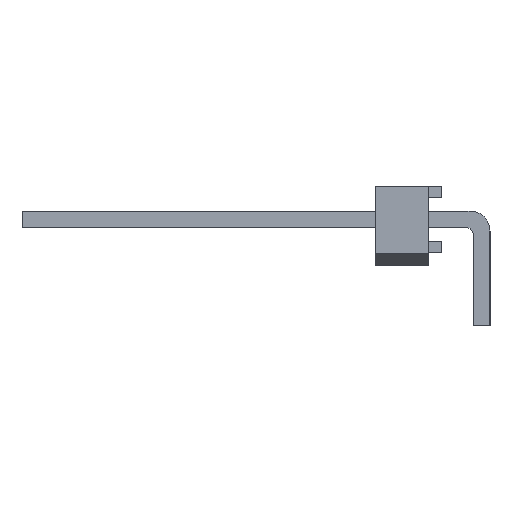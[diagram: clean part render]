
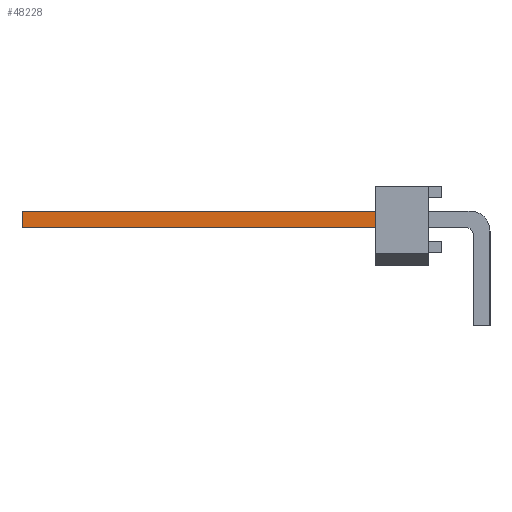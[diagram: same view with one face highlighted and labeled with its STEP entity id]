
A CAD part, left-side view. The second image highlights one B-rep face of the part: STEP entity #48228.
In plain terms, the highlighted face is planar.
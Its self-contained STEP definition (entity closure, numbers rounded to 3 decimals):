
#46219 = VERTEX_POINT('',#46220);
#46220 = CARTESIAN_POINT('',(39.688,17.526,-0.318));
#46226 = EDGE_CURVE('',#46227,#46219,#46229,.T.);
#46227 = VERTEX_POINT('',#46228);
#46228 = CARTESIAN_POINT('',(39.688,2.921,-0.318));
#46229 = LINE('',#46230,#46231);
#46230 = CARTESIAN_POINT('',(39.688,0.445,-0.318));
#46231 = VECTOR('',#46232,1.);
#46232 = DIRECTION('',(0.,1.,0.));
#47499 = VERTEX_POINT('',#47500);
#47500 = CARTESIAN_POINT('',(39.688,2.921,0.318));
#47506 = EDGE_CURVE('',#47507,#47499,#47509,.T.);
#47507 = VERTEX_POINT('',#47508);
#47508 = CARTESIAN_POINT('',(39.688,17.526,0.318));
#47509 = LINE('',#47510,#47511);
#47510 = CARTESIAN_POINT('',(39.688,17.526,0.318));
#47511 = VECTOR('',#47512,1.);
#47512 = DIRECTION('',(0.,-1.,0.));
#48217 = EDGE_CURVE('',#46219,#47507,#48218,.T.);
#48218 = LINE('',#48219,#48220);
#48219 = CARTESIAN_POINT('',(39.688,17.526,-0.318));
#48220 = VECTOR('',#48221,1.);
#48221 = DIRECTION('',(0.,0.,1.));
#48228 = ADVANCED_FACE('',(#48229),#48240,.T.);
#48229 = FACE_BOUND('',#48230,.T.);
#48230 = EDGE_LOOP('',(#48231,#48232,#48238,#48239));
#48231 = ORIENTED_EDGE('',*,*,#47506,.T.);
#48232 = ORIENTED_EDGE('',*,*,#48233,.T.);
#48233 = EDGE_CURVE('',#47499,#46227,#48234,.T.);
#48234 = LINE('',#48235,#48236);
#48235 = CARTESIAN_POINT('',(39.688,2.921,0.445));
#48236 = VECTOR('',#48237,1.);
#48237 = DIRECTION('',(0.,0.,-1.));
#48238 = ORIENTED_EDGE('',*,*,#46226,.T.);
#48239 = ORIENTED_EDGE('',*,*,#48217,.T.);
#48240 = PLANE('',#48241);
#48241 = AXIS2_PLACEMENT_3D('',#48242,#48243,#48244);
#48242 = CARTESIAN_POINT('',(39.688,0.445,0.445));
#48243 = DIRECTION('',(1.,0.,0.));
#48244 = DIRECTION('',(0.,0.,-1.));
